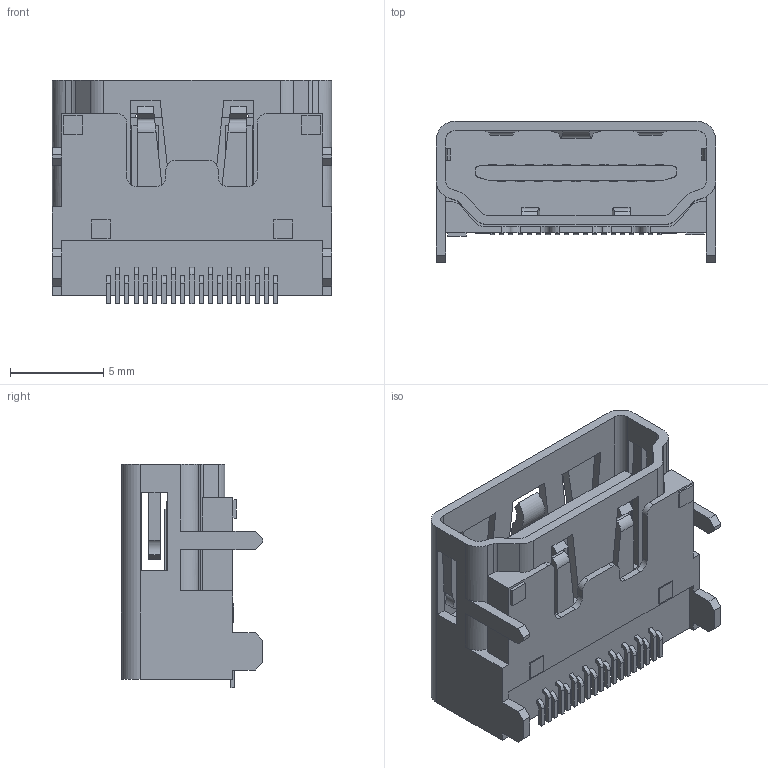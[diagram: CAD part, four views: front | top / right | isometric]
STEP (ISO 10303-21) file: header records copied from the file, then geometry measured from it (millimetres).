
FILE_DESCRIPTION((''),'2;1');
FILE_NAME('C-1747981-2','2019-11-27T10:27:35',('workeradm'),('TE Connectivity Ltd.'),'CREO PARAMETRIC BY PTC INC, 2019030','CREO PARAMETRIC BY PTC INC, 2019030','');
FILE_SCHEMA(('AUTOMOTIVE_DESIGN { 1 0 10303 214 1 1 1 1 }'));
Length unit declared in the file: millimetre
Products named in the file (1): C-1747981-2
Bounding box: 15 x 7.58 x 12 mm (x, y, z)
Volume: 598.8 mm3; surface area: 1174.5 mm2
Topology: 1 solids, 1 shells, 427 faces, 1200 edges, 798 vertices
Faces by surface type: plane 337, cylinder 90
Entity records: 13922 total; most frequent: CARTESIAN_POINT 2594, ORIENTED_EDGE 2390, DIRECTION 2258, EDGE_CURVE 1195, VECTOR 1016, LINE 1016, VERTEX_POINT 788, AXIS2_PLACEMENT_3D 621
